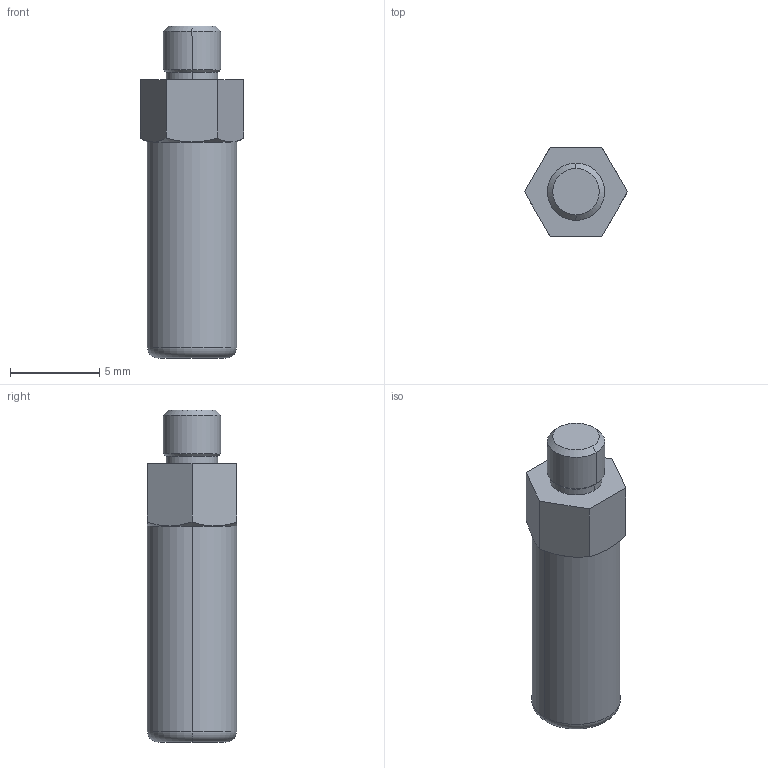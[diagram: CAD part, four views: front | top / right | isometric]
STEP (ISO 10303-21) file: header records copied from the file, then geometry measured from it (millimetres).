
FILE_DESCRIPTION((''),'2;1');
FILE_NAME('00112020504','2020-02-10T',('presta_be4'),(''),'CREO PARAMETRIC BY PTC INC, 2018360','CREO PARAMETRIC BY PTC INC, 2018360','');
FILE_SCHEMA(('CONFIG_CONTROL_DESIGN'));
Length unit declared in the file: millimetre
Products named in the file (1): 00112020504
Bounding box: 5.78 x 5.01 x 18.61 mm (x, y, z)
Volume: 273.1 mm3; surface area: 518.2 mm2
Topology: 1 solids, 2 shells, 125 faces, 310 edges, 199 vertices
Faces by surface type: plane 53, cylinder 36, cone 24, torus 12
Entity records: 4084 total; most frequent: CARTESIAN_POINT 984, DIRECTION 680, ORIENTED_EDGE 616, EDGE_CURVE 308, AXIS2_PLACEMENT_3D 271, VERTEX_POINT 199, CIRCLE 146, EDGE_LOOP 141
